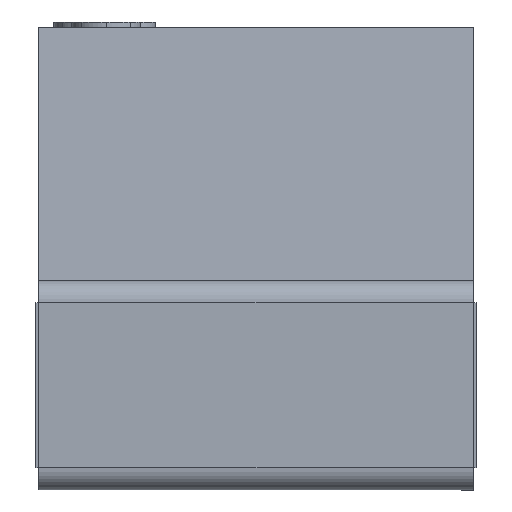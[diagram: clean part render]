
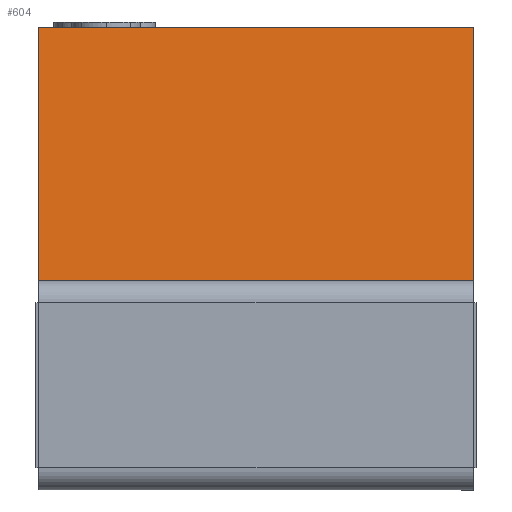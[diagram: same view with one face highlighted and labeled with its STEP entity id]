
A CAD part, left-side view. The second image highlights one B-rep face of the part: STEP entity #604.
In plain terms, the highlighted planar face has unit normal (-0.996, 0, 0.087).
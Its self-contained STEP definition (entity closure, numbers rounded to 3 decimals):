
#31 = CARTESIAN_POINT ( 'NONE',  ( -0.597, 0.15, 0.19 ) ) ;
#88 = DIRECTION ( 'NONE',  ( 0.087, 0., 0.996 ) ) ;
#252 = DIRECTION ( 'NONE',  ( 0., 1., 0. ) ) ;
#281 = CARTESIAN_POINT ( 'NONE',  ( -0.6, 0.3, 0.15 ) ) ;
#374 = CARTESIAN_POINT ( 'NONE',  ( -0.556, -0.395, 0.65 ) ) ;
#452 = VERTEX_POINT ( 'NONE', #11779 ) ;
#512 = CARTESIAN_POINT ( 'NONE',  ( -0.6, 0.15, 0.15 ) ) ;
#604 = ADVANCED_FACE ( 'NONE', ( #9088 ), #4419, .F. ) ;
#716 = VERTEX_POINT ( 'NONE', #3859 ) ;
#952 = ORIENTED_EDGE ( 'NONE', *, *, #2991, .T. ) ;
#1147 = EDGE_CURVE ( 'NONE', #452, #8808, #2078, .T. ) ;
#1319 = ORIENTED_EDGE ( 'NONE', *, *, #1147, .T. ) ;
#1938 = VECTOR ( 'NONE', #88, 1000. ) ;
#1944 = CARTESIAN_POINT ( 'NONE',  ( -0.6, 0.15, 0.15 ) ) ;
#1981 = VECTOR ( 'NONE', #9288, 1000. ) ;
#2078 = LINE ( 'NONE', #281, #1938 ) ;
#2441 = CARTESIAN_POINT ( 'NONE',  ( -0.6, -0.395, 0.15 ) ) ;
#2458 = EDGE_LOOP ( 'NONE', ( #9378, #1319, #8624, #6163, #3826, #8324, #8986, #952 ) ) ;
#2991 = EDGE_CURVE ( 'NONE', #716, #11546, #10402, .T. ) ;
#3161 = CARTESIAN_POINT ( 'NONE',  ( -0.556, -0.395, 0.65 ) ) ;
#3444 = VERTEX_POINT ( 'NONE', #31 ) ;
#3826 = ORIENTED_EDGE ( 'NONE', *, *, #13035, .F. ) ;
#3859 = CARTESIAN_POINT ( 'NONE',  ( -0.556, 0.395, 0.65 ) ) ;
#4367 = CARTESIAN_POINT ( 'NONE',  ( -0.6, 0.395, 0.15 ) ) ;
#4419 = PLANE ( 'NONE',  #5386 ) ;
#4602 = DIRECTION ( 'NONE',  ( 0., -1., 0. ) ) ;
#5000 = VECTOR ( 'NONE', #8705, 1000. ) ;
#5111 = VECTOR ( 'NONE', #252, 1000. ) ;
#5386 = AXIS2_PLACEMENT_3D ( 'NONE', #7995, #10962, #12209 ) ;
#5392 = DIRECTION ( 'NONE',  ( 0., 1., 0. ) ) ;
#5497 = VECTOR ( 'NONE', #4602, 1000. ) ;
#5533 = LINE ( 'NONE', #3161, #8000 ) ;
#6086 = VERTEX_POINT ( 'NONE', #7396 ) ;
#6163 = ORIENTED_EDGE ( 'NONE', *, *, #9877, .T. ) ;
#6455 = EDGE_CURVE ( 'NONE', #9936, #716, #5533, .T. ) ;
#6487 = CARTESIAN_POINT ( 'NONE',  ( -0.6, -0.395, 0.15 ) ) ;
#7396 = CARTESIAN_POINT ( 'NONE',  ( -0.6, -0.395, 0.15 ) ) ;
#7561 = VECTOR ( 'NONE', #5392, 1000. ) ;
#7789 = LINE ( 'NONE', #2441, #5000 ) ;
#7900 = LINE ( 'NONE', #11590, #7561 ) ;
#7995 = CARTESIAN_POINT ( 'NONE',  ( -0.6, -0.395, 0.15 ) ) ;
#8000 = VECTOR ( 'NONE', #10396, 1000. ) ;
#8324 = ORIENTED_EDGE ( 'NONE', *, *, #12123, .F. ) ;
#8624 = ORIENTED_EDGE ( 'NONE', *, *, #12177, .T. ) ;
#8705 = DIRECTION ( 'NONE',  ( -0.087, 0., -0.996 ) ) ;
#8808 = VERTEX_POINT ( 'NONE', #12853 ) ;
#8986 = ORIENTED_EDGE ( 'NONE', *, *, #6455, .T. ) ;
#9088 = FACE_OUTER_BOUND ( 'NONE', #2458, .T. ) ;
#9180 = VERTEX_POINT ( 'NONE', #1944 ) ;
#9288 = DIRECTION ( 'NONE',  ( -0.087, 0., -0.996 ) ) ;
#9349 = CARTESIAN_POINT ( 'NONE',  ( -0.6, 0.395, 0.15 ) ) ;
#9378 = ORIENTED_EDGE ( 'NONE', *, *, #13052, .F. ) ;
#9839 = LINE ( 'NONE', #512, #12150 ) ;
#9877 = EDGE_CURVE ( 'NONE', #3444, #9180, #9839, .T. ) ;
#9936 = VERTEX_POINT ( 'NONE', #374 ) ;
#10396 = DIRECTION ( 'NONE',  ( 0., 1., 0. ) ) ;
#10402 = LINE ( 'NONE', #9349, #1981 ) ;
#10962 = DIRECTION ( 'NONE',  ( 0.996, 0., -0.087 ) ) ;
#11546 = VERTEX_POINT ( 'NONE', #4367 ) ;
#11590 = CARTESIAN_POINT ( 'NONE',  ( -0.6, -0.395, 0.15 ) ) ;
#11779 = CARTESIAN_POINT ( 'NONE',  ( -0.6, 0.3, 0.15 ) ) ;
#12123 = EDGE_CURVE ( 'NONE', #9936, #6086, #7789, .T. ) ;
#12150 = VECTOR ( 'NONE', #13005, 1000. ) ;
#12177 = EDGE_CURVE ( 'NONE', #8808, #3444, #13325, .T. ) ;
#12209 = DIRECTION ( 'NONE',  ( 0.087, 0., 0.996 ) ) ;
#12843 = CARTESIAN_POINT ( 'NONE',  ( -0.597, -0.395, 0.19 ) ) ;
#12853 = CARTESIAN_POINT ( 'NONE',  ( -0.597, 0.3, 0.19 ) ) ;
#12962 = LINE ( 'NONE', #6487, #5111 ) ;
#13005 = DIRECTION ( 'NONE',  ( -0.087, 0., -0.996 ) ) ;
#13035 = EDGE_CURVE ( 'NONE', #6086, #9180, #12962, .T. ) ;
#13052 = EDGE_CURVE ( 'NONE', #452, #11546, #7900, .T. ) ;
#13325 = LINE ( 'NONE', #12843, #5497 ) ;
